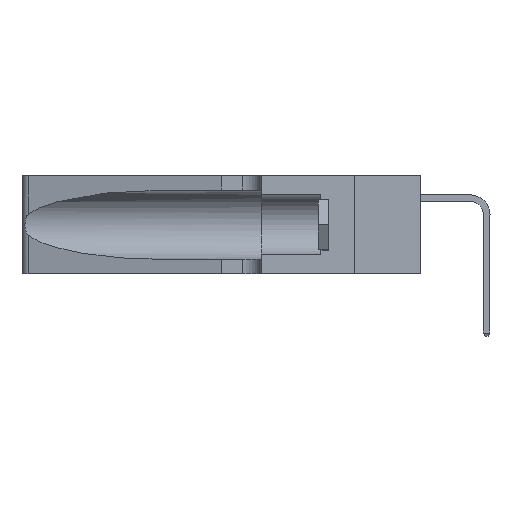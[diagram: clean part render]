
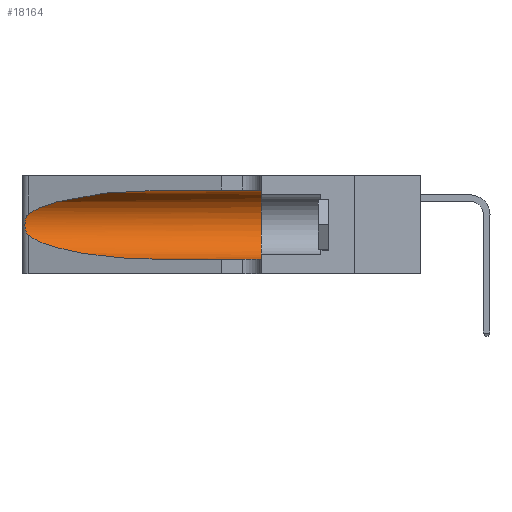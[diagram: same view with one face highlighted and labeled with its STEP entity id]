
A CAD part, left-side view. The second image highlights one B-rep face of the part: STEP entity #18164.
In plain terms, the highlighted cylindrical face has radius 3.308 mm (diameter 6.617 mm), a partial arc.
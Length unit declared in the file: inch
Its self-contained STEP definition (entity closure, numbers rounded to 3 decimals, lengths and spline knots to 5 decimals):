
#803 = ORIENTED_EDGE ( 'NONE', *, *, #18966, .F. ) ;
#1693 = CARTESIAN_POINT ( 'NONE',  ( 0.25639, 1.23186, 0.15144 ) ) ;
#2003 = EDGE_LOOP ( 'NONE', ( #3786, #9939, #14761, #17090, #803, #16204 ) ) ;
#2378 = VECTOR ( 'NONE', #4237, 39.37008 ) ;
#2688 = CARTESIAN_POINT ( 'NONE',  ( 0.25487, 1.22718, 0.22369 ) ) ;
#2708 = DIRECTION ( 'NONE',  ( 0., 1., 0. ) ) ;
#2711 = VERTEX_POINT ( 'NONE', #5331 ) ;
#3521 = VERTEX_POINT ( 'NONE', #9625 ) ;
#3546 = CYLINDRICAL_SURFACE ( 'NONE', #17780, 0.13025 ) ;
#3612 = CARTESIAN_POINT ( 'NONE',  ( 0.25487, 1.22718, 0.14631 ) ) ;
#3615 = DIRECTION ( 'NONE',  ( 0., -1., 0. ) ) ;
#3644 = LINE ( 'NONE', #5436, #22634 ) ;
#3786 = ORIENTED_EDGE ( 'NONE', *, *, #18357, .T. ) ;
#4237 = DIRECTION ( 'NONE',  ( 0., -1., 0. ) ) ;
#5331 = CARTESIAN_POINT ( 'NONE',  ( 0.1305, 0.72297, 0.05475 ) ) ;
#5431 = CARTESIAN_POINT ( 'NONE',  ( 0.25639, 1.23184, 0.21858 ) ) ;
#5436 = CARTESIAN_POINT ( 'NONE',  ( 0.1305, 1.61858, 0.31525 ) ) ;
#6920 = CARTESIAN_POINT ( 'NONE',  ( 0.1305, 0.35, 0.31525 ) ) ;
#7316 = CARTESIAN_POINT ( 'NONE',  ( 0.25854, 1.2359, 0.20912 ) ) ;
#7372 = LINE ( 'NONE', #13467, #2378 ) ;
#7833 = EDGE_CURVE ( 'NONE', #3521, #19460, #18051, .T. ) ;
#8367 = CARTESIAN_POINT ( 'NONE',  ( 0.18966, 0.96281, 0.31525 ) ) ;
#9129 = FACE_OUTER_BOUND ( 'NONE', #2003, .T. ) ;
#9203 = CARTESIAN_POINT ( 'NONE',  ( 0.26075, 1.23896, 0.19203 ) ) ;
#9557 = CARTESIAN_POINT ( 'NONE',  ( 0.18966, 0.96281, 0.05475 ) ) ;
#9625 = CARTESIAN_POINT ( 'NONE',  ( 0.25487, 1.22718, 0.22369 ) ) ;
#9626 = DIRECTION ( 'NONE',  ( 0., -1., 0. ) ) ;
#9939 = ORIENTED_EDGE ( 'NONE', *, *, #7833, .T. ) ;
#10183 = CARTESIAN_POINT ( 'NONE',  ( 0.25487, 1.22718, 0.22369 ) ) ;
#11018 = CARTESIAN_POINT ( 'NONE',  ( 0.26017, 1.23833, 0.17102 ) ) ;
#11116 = CIRCLE ( 'NONE', #11498, 0.13025 ) ;
#11382 = CARTESIAN_POINT ( 'NONE',  ( 0.1305, 1.61858, 0.185 ) ) ;
#11466 = DIRECTION ( 'NONE',  ( 0., 0., -1. ) ) ;
#11498 = AXIS2_PLACEMENT_3D ( 'NONE', #13833, #2708, #15632 ) ;
#12127 = EDGE_CURVE ( 'NONE', #12419, #21909, #3644, .T. ) ;
#12419 = VERTEX_POINT ( 'NONE', #14056 ) ;
#12858 = CARTESIAN_POINT ( 'NONE',  ( 0.25789, 1.23486, 0.15765 ) ) ;
#13467 = CARTESIAN_POINT ( 'NONE',  ( 0.1305, 1.61858, 0.05475 ) ) ;
#13648 = VERTEX_POINT ( 'NONE', #15661 ) ;
#13833 = CARTESIAN_POINT ( 'NONE',  ( 0.1305, 0.35, 0.185 ) ) ;
#14056 = CARTESIAN_POINT ( 'NONE',  ( 0.1305, 0.72297, 0.31525 ) ) ;
#14670 = CARTESIAN_POINT ( 'NONE',  ( 0.25555, 1.22993, 0.14849 ) ) ;
#14761 = ORIENTED_EDGE ( 'NONE', *, *, #23767, .T. ) ;
#15617 = CARTESIAN_POINT ( 'NONE',  ( 0.25555, 1.22994, 0.2215 ) ) ;
#15632 = DIRECTION ( 'NONE',  ( 0., 0., 1. ) ) ;
#15661 = CARTESIAN_POINT ( 'NONE',  ( 0.1305, 0.35, 0.05475 ) ) ;
#16204 = ORIENTED_EDGE ( 'NONE', *, *, #12127, .F. ) ;
#17090 = ORIENTED_EDGE ( 'NONE', *, *, #18244, .T. ) ;
#17466 = CARTESIAN_POINT ( 'NONE',  ( 0.1305, 0.72297, 0.31525 ) ) ;
#17780 = AXIS2_PLACEMENT_3D ( 'NONE', #11382, #9626, #11466 ) ;
#17821 =( BOUNDED_CURVE ( )  B_SPLINE_CURVE ( 3, ( #17466, #8367, #21124, #10183 ),
 .UNSPECIFIED., .F., .F. ) 
 B_SPLINE_CURVE_WITH_KNOTS ( ( 4, 4 ),
 ( 1.5708, 2.84003 ),
 .UNSPECIFIED. ) 
 CURVE ( )  GEOMETRIC_REPRESENTATION_ITEM ( )  RATIONAL_B_SPLINE_CURVE ( ( 1., 0.87, 0.87, 1. ) ) 
 REPRESENTATION_ITEM ( '' )  );
#18051 = B_SPLINE_CURVE_WITH_KNOTS ( 'NONE', 3,
 ( #2688, #15617, #5431, #18316, #7316, #20117, #9203, #21943, #11018, #23737, #12858, #1693, #14670, #3612 ),
 .UNSPECIFIED., .F., .F.,
 ( 4, 2, 2, 2, 2, 2, 4 ),
 ( 0., 0.00027, 0.00053, 0.00107, 0.0016, 0.00187, 0.00214 ),
 .UNSPECIFIED. ) ;
#18164 = ADVANCED_FACE ( 'NONE', ( #9129 ), #3546, .F. ) ;
#18244 = EDGE_CURVE ( 'NONE', #2711, #13648, #7372, .T. ) ;
#18316 = CARTESIAN_POINT ( 'NONE',  ( 0.25787, 1.23484, 0.2124 ) ) ;
#18357 = EDGE_CURVE ( 'NONE', #12419, #3521, #17821, .T. ) ;
#18686 = CARTESIAN_POINT ( 'NONE',  ( 0.2373, 1.15595, 0.08982 ) ) ;
#18966 = EDGE_CURVE ( 'NONE', #21909, #13648, #11116, .T. ) ;
#19460 = VERTEX_POINT ( 'NONE', #20668 ) ;
#20117 = CARTESIAN_POINT ( 'NONE',  ( 0.26018, 1.23835, 0.19895 ) ) ;
#20668 = CARTESIAN_POINT ( 'NONE',  ( 0.25487, 1.22718, 0.14631 ) ) ;
#21124 = CARTESIAN_POINT ( 'NONE',  ( 0.2373, 1.15595, 0.28018 ) ) ;
#21909 = VERTEX_POINT ( 'NONE', #6920 ) ;
#21943 = CARTESIAN_POINT ( 'NONE',  ( 0.26075, 1.23896, 0.178 ) ) ;
#22218 = CARTESIAN_POINT ( 'NONE',  ( 0.25487, 1.22718, 0.14631 ) ) ;
#22309 = CARTESIAN_POINT ( 'NONE',  ( 0.1305, 0.72297, 0.05475 ) ) ;
#22634 = VECTOR ( 'NONE', #3615, 39.37008 ) ;
#23707 =( BOUNDED_CURVE ( )  B_SPLINE_CURVE ( 3, ( #22218, #18686, #9557, #22309 ),
 .UNSPECIFIED., .F., .F. ) 
 B_SPLINE_CURVE_WITH_KNOTS ( ( 4, 4 ),
 ( 3.44316, 4.71239 ),
 .UNSPECIFIED. ) 
 CURVE ( )  GEOMETRIC_REPRESENTATION_ITEM ( )  RATIONAL_B_SPLINE_CURVE ( ( 1., 0.87, 0.87, 1. ) ) 
 REPRESENTATION_ITEM ( '' )  );
#23737 = CARTESIAN_POINT ( 'NONE',  ( 0.25856, 1.23593, 0.16098 ) ) ;
#23767 = EDGE_CURVE ( 'NONE', #19460, #2711, #23707, .T. ) ;
